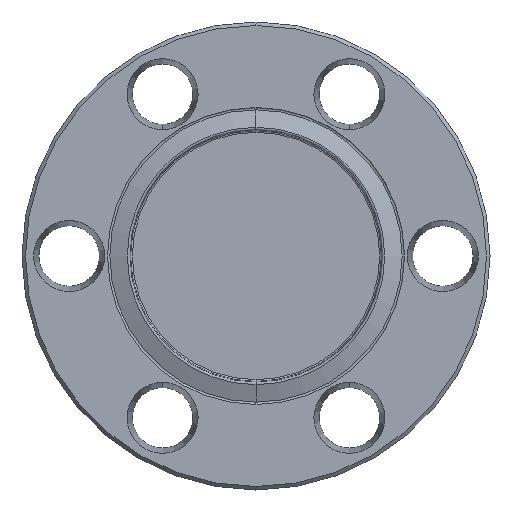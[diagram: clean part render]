
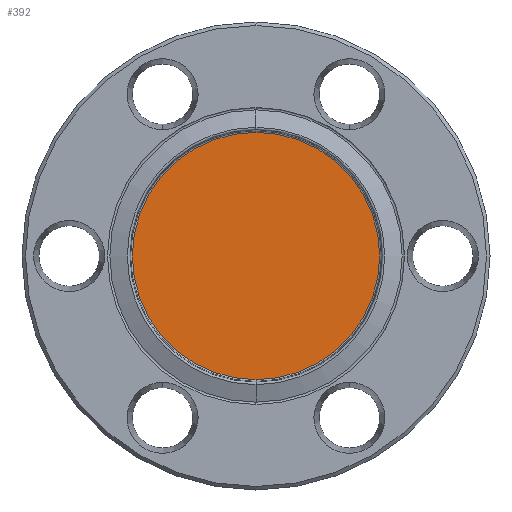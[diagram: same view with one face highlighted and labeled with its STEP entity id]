
A CAD part, left-side view. The second image highlights one B-rep face of the part: STEP entity #392.
In plain terms, the highlighted planar face has unit normal (-1, 0, 0).
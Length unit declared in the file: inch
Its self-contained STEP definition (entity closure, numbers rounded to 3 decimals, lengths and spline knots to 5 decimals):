
#43 = CARTESIAN_POINT ( 'NONE',  ( 0.051, 0., -0.3514 ) ) ;
#101 = DIRECTION ( 'NONE',  ( -1., 0., 0. ) ) ;
#161 = CIRCLE ( 'NONE', #652, 0.3514 ) ;
#205 = PLANE ( 'NONE',  #707 ) ;
#236 = DIRECTION ( 'NONE',  ( 1., 0., 0. ) ) ;
#252 = CARTESIAN_POINT ( 'NONE',  ( 0.051, 0., 0. ) ) ;
#264 = EDGE_CURVE ( 'NONE', #1385, #1161, #161, .T. ) ;
#343 = DIRECTION ( 'NONE',  ( 0., 0., -1. ) ) ;
#351 = CARTESIAN_POINT ( 'NONE',  ( 0.051, 0., 0.3514 ) ) ;
#392 = ADVANCED_FACE ( 'NONE', ( #467 ), #205, .F. ) ;
#425 = CIRCLE ( 'NONE', #1191, 0.3514 ) ;
#467 = FACE_OUTER_BOUND ( 'NONE', #621, .T. ) ;
#621 = EDGE_LOOP ( 'NONE', ( #810, #1464 ) ) ;
#652 = AXIS2_PLACEMENT_3D ( 'NONE', #1543, #1416, #1474 ) ;
#707 = AXIS2_PLACEMENT_3D ( 'NONE', #1473, #236, #343 ) ;
#810 = ORIENTED_EDGE ( 'NONE', *, *, #1307, .T. ) ;
#1161 = VERTEX_POINT ( 'NONE', #43 ) ;
#1191 = AXIS2_PLACEMENT_3D ( 'NONE', #252, #101, #1623 ) ;
#1307 = EDGE_CURVE ( 'NONE', #1161, #1385, #425, .T. ) ;
#1385 = VERTEX_POINT ( 'NONE', #351 ) ;
#1416 = DIRECTION ( 'NONE',  ( -1., 0., 0. ) ) ;
#1464 = ORIENTED_EDGE ( 'NONE', *, *, #264, .T. ) ;
#1473 = CARTESIAN_POINT ( 'NONE',  ( 0.051, 0.35559, 0. ) ) ;
#1474 = DIRECTION ( 'NONE',  ( 0., 0., -1. ) ) ;
#1543 = CARTESIAN_POINT ( 'NONE',  ( 0.051, 0., 0. ) ) ;
#1623 = DIRECTION ( 'NONE',  ( 0., 0., -1. ) ) ;
